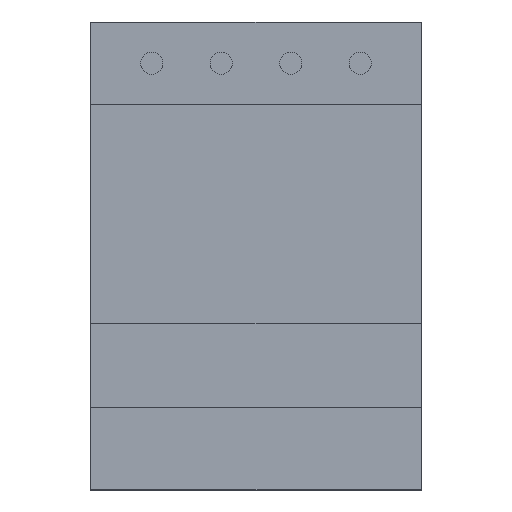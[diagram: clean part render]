
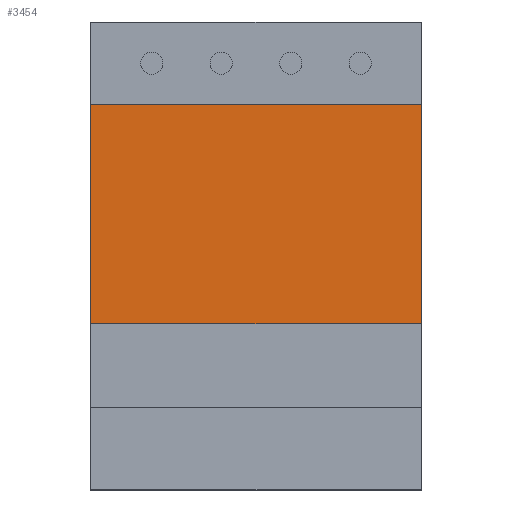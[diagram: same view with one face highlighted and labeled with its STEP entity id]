
A CAD part, top view. The second image highlights one B-rep face of the part: STEP entity #3454.
In plain terms, the highlighted planar face has unit normal (0, 0, 1).
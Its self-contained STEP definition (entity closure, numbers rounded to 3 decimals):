
#64 = CARTESIAN_POINT ( 'NONE',  ( 0., 0., 2.45 ) ) ;
#79 = ORIENTED_EDGE ( 'NONE', *, *, #1904, .T. ) ;
#84 = VECTOR ( 'NONE', #1939, 1000. ) ;
#202 = CARTESIAN_POINT ( 'NONE',  ( 6., -2.46, 2.45 ) ) ;
#252 = ORIENTED_EDGE ( 'NONE', *, *, #415, .T. ) ;
#415 = EDGE_CURVE ( 'NONE', #3680, #1054, #3007, .T. ) ;
#495 = CARTESIAN_POINT ( 'NONE',  ( -6., 5.5, 2.45 ) ) ;
#705 = CARTESIAN_POINT ( 'NONE',  ( 6., 5.5, 2.45 ) ) ;
#923 = DIRECTION ( 'NONE',  ( 1., 0., 0. ) ) ;
#1054 = VERTEX_POINT ( 'NONE', #705 ) ;
#1154 = VERTEX_POINT ( 'NONE', #1849 ) ;
#1202 = DIRECTION ( 'NONE',  ( 0., 0., 1. ) ) ;
#1204 = EDGE_CURVE ( 'NONE', #1054, #1154, #1398, .T. ) ;
#1342 = CARTESIAN_POINT ( 'NONE',  ( -6., 5.5, 2.45 ) ) ;
#1398 = LINE ( 'NONE', #1342, #3521 ) ;
#1484 = FACE_OUTER_BOUND ( 'NONE', #3210, .T. ) ;
#1849 = CARTESIAN_POINT ( 'NONE',  ( -6., 5.5, 2.45 ) ) ;
#1904 = EDGE_CURVE ( 'NONE', #2613, #3680, #1954, .T. ) ;
#1939 = DIRECTION ( 'NONE',  ( 1., 0., 0. ) ) ;
#1954 = LINE ( 'NONE', #2234, #84 ) ;
#2059 = CARTESIAN_POINT ( 'NONE',  ( -6., -2.46, 2.45 ) ) ;
#2093 = VECTOR ( 'NONE', #3615, 1000. ) ;
#2165 = CARTESIAN_POINT ( 'NONE',  ( 6., 5.5, 2.45 ) ) ;
#2234 = CARTESIAN_POINT ( 'NONE',  ( -6., -2.46, 2.45 ) ) ;
#2501 = ORIENTED_EDGE ( 'NONE', *, *, #1204, .T. ) ;
#2608 = PLANE ( 'NONE',  #2867 ) ;
#2613 = VERTEX_POINT ( 'NONE', #2059 ) ;
#2867 = AXIS2_PLACEMENT_3D ( 'NONE', #64, #1202, #923 ) ;
#2882 = EDGE_CURVE ( 'NONE', #1154, #2613, #3043, .T. ) ;
#3007 = LINE ( 'NONE', #2165, #3462 ) ;
#3043 = LINE ( 'NONE', #495, #2093 ) ;
#3210 = EDGE_LOOP ( 'NONE', ( #3249, #79, #252, #2501 ) ) ;
#3249 = ORIENTED_EDGE ( 'NONE', *, *, #2882, .T. ) ;
#3454 = ADVANCED_FACE ( 'NONE', ( #1484 ), #2608, .T. ) ;
#3462 = VECTOR ( 'NONE', #3564, 1000. ) ;
#3521 = VECTOR ( 'NONE', #3650, 1000. ) ;
#3564 = DIRECTION ( 'NONE',  ( 0., 1., 0. ) ) ;
#3615 = DIRECTION ( 'NONE',  ( 0., -1., 0. ) ) ;
#3650 = DIRECTION ( 'NONE',  ( -1., 0., 0. ) ) ;
#3680 = VERTEX_POINT ( 'NONE', #202 ) ;
